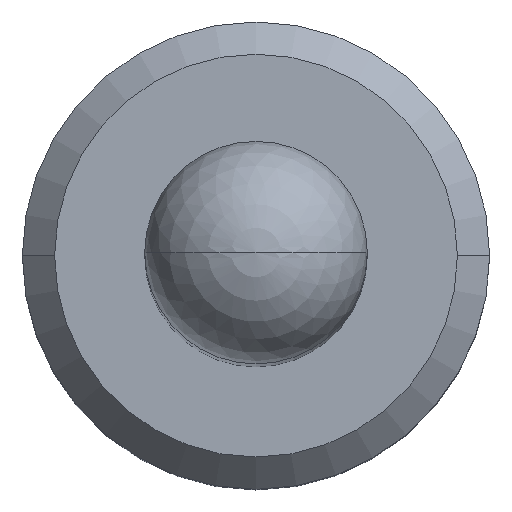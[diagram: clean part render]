
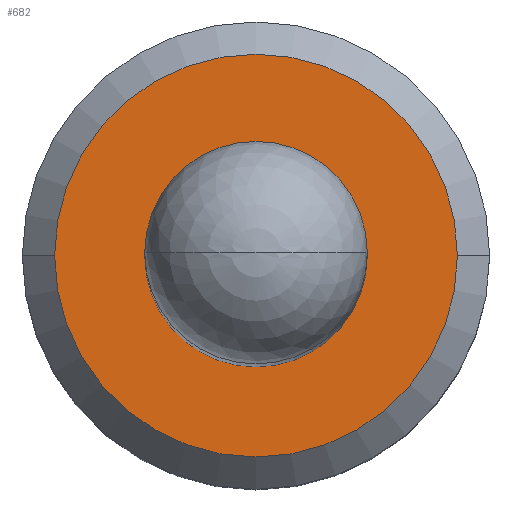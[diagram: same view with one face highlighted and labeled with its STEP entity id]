
A CAD part, top view. The second image highlights one B-rep face of the part: STEP entity #682.
In plain terms, the highlighted planar face has unit normal (0, 0, 1).
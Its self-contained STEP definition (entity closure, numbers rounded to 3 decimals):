
#257=CARTESIAN_POINT('',(0.,0.,-0.696));
#258=DIRECTION('',(0.,0.,-1.));
#259=DIRECTION('',(-1.,0.,0.));
#260=AXIS2_PLACEMENT_3D('',#257,#258,#259);
#262=CARTESIAN_POINT('',(0.,0.,-0.696));
#263=DIRECTION('',(0.,0.,1.));
#264=DIRECTION('',(-1.,0.,0.));
#265=AXIS2_PLACEMENT_3D('',#262,#263,#264);
#267=CARTESIAN_POINT('',(0.,0.,-0.696));
#268=DIRECTION('',(0.,0.,1.));
#269=DIRECTION('',(-1.,0.,0.));
#270=AXIS2_PLACEMENT_3D('',#267,#268,#269);
#276=CARTESIAN_POINT('',(0.,0.,-0.696));
#277=DIRECTION('',(0.,0.,-1.));
#278=DIRECTION('',(-1.,0.,0.));
#279=AXIS2_PLACEMENT_3D('',#276,#277,#278);
#327=CARTESIAN_POINT('',(-0.905,0.,-0.696));
#328=VERTEX_POINT('',#327);
#329=CARTESIAN_POINT('',(-0.5,0.,-0.696));
#331=VERTEX_POINT('',#329);
#345=CARTESIAN_POINT('',(0.905,0.,-0.696));
#346=VERTEX_POINT('',#345);
#347=CARTESIAN_POINT('',(0.5,0.,-0.696));
#349=VERTEX_POINT('',#347);
#667=CARTESIAN_POINT('',(0.,0.,-0.696));
#668=DIRECTION('',(0.,0.,1.));
#669=DIRECTION('',(-1.,0.,0.));
#670=AXIS2_PLACEMENT_3D('',#667,#668,#669);
#671=PLANE('',#670);
#672=ORIENTED_EDGE('',*,*,#649,.T.);
#673=ORIENTED_EDGE('',*,*,#660,.F.);
#674=EDGE_LOOP('',(#672,#673));
#675=FACE_OUTER_BOUND('',#674,.F.);
#677=ORIENTED_EDGE('',*,*,#676,.T.);
#679=ORIENTED_EDGE('',*,*,#678,.F.);
#680=EDGE_LOOP('',(#677,#679));
#681=FACE_BOUND('',#680,.F.);
#682=ADVANCED_FACE('',(#675,#681),#671,.T.);
#261=CIRCLE('',#260,0.905);
#266=CIRCLE('',#265,0.905);
#271=CIRCLE('',#270,0.5);
#280=CIRCLE('',#279,0.5);
#649=EDGE_CURVE('',#328,#346,#261,.T.);
#660=EDGE_CURVE('',#328,#346,#266,.T.);
#676=EDGE_CURVE('',#331,#349,#271,.T.);
#678=EDGE_CURVE('',#331,#349,#280,.T.);
